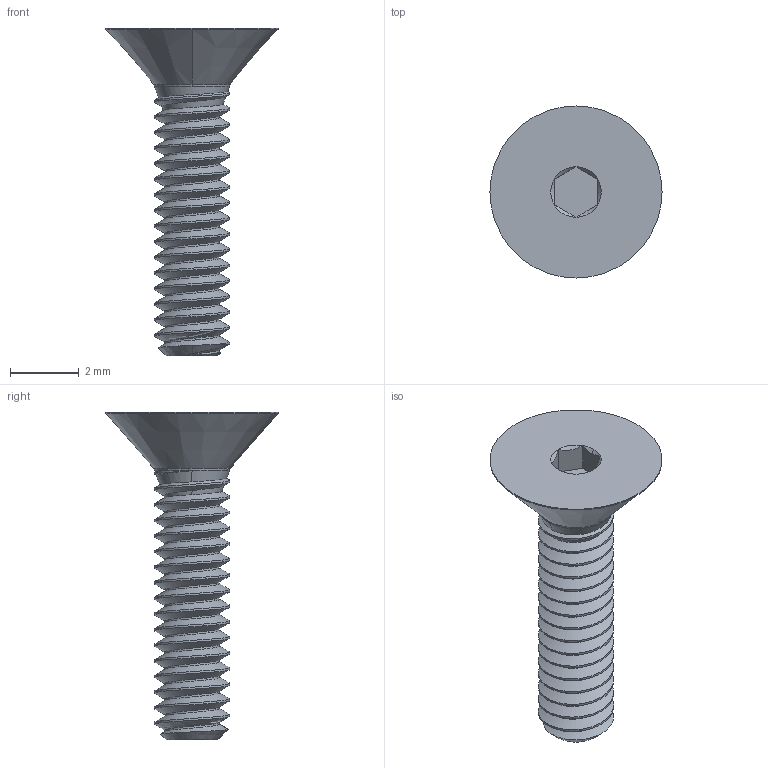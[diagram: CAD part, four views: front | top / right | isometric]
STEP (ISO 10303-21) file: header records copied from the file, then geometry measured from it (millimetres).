
FILE_DESCRIPTION (( 'STEP AP203' ), '1' );
FILE_NAME ('92210A079_18-8 Stainless Steel Hex Drive Flat Head Screw.STEP', '2022-08-30T19:36:24', ( 'Administrator' ), ( 'Managed by Terraform' ), 'SwSTEP 2.0', 'SolidWorks 2017', '' );
FILE_SCHEMA (( 'CONFIG_CONTROL_DESIGN' ));
Length unit declared in the file: inch
Products named in the file (1): 92210A079_18-8 Stainless Steel Hex Drive Flat Head Screw
Bounding box: 5 x 5 x 9.53 mm (x, y, z)
Volume: 39.4 mm3; surface area: 129.7 mm2
Topology: 1 solids, 1 shells, 67 faces, 174 edges, 110 vertices
Faces by surface type: cylinder 36, cone 17, plane 9, bspline 3, torus 2
Entity records: 4311 total; most frequent: CARTESIAN_POINT 2847, ORIENTED_EDGE 348, DIRECTION 233, EDGE_CURVE 174, VERTEX_POINT 110, AXIS2_PLACEMENT_3D 88, EDGE_LOOP 68, FACE_OUTER_BOUND 67
